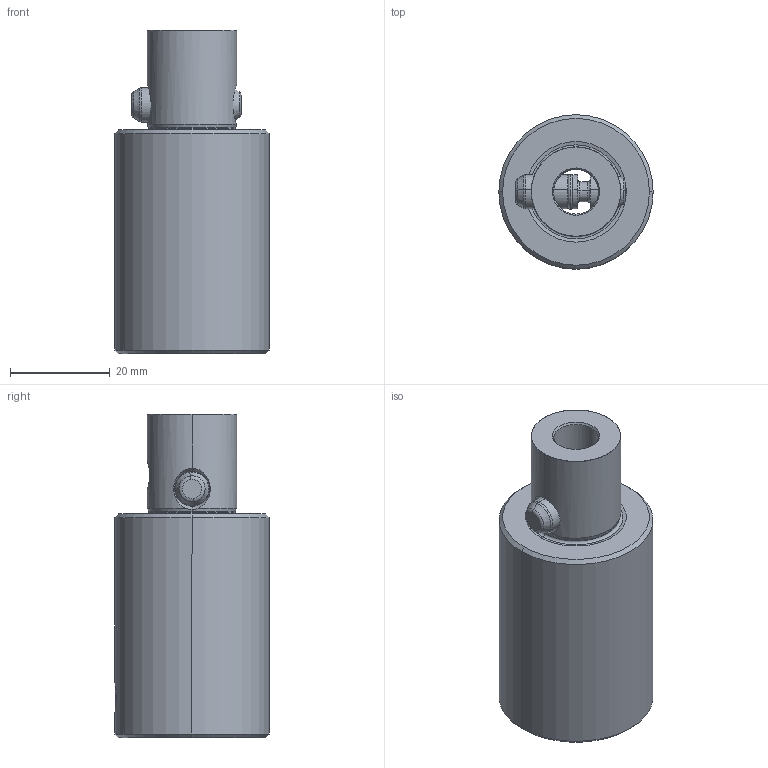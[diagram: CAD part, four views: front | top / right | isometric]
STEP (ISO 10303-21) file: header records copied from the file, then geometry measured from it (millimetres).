
FILE_DESCRIPTION(('no description'),'unknown implementation level');
FILE_NAME('647BD9DE-593D-42A2-A717-99F9B0B9F7D8_export.stp',' ',('CIMSOURCE GmbH'),('CADClick - KiM GmbH - www.kimweb.de'),'unknown preprocess','ACIS','unknown authorization');
FILE_SCHEMA(('automotive_design'));
Length unit declared in the file: millimetre
Products named in the file (4): 331.331 Kaiser CK3 X CK3 X 45|690.433 Kaiser ETL M6 X 8,5 CK3_Standard;NONE; 331.331 Kaiser CK3 X CK3 X 45|331.331 Kaiser CK3 X CK3 X 45_Standard;NONE; 331.331 Kaiser CK3 X CK3 X 45|691.503 Kaiser ETL �7 X 22K_Standard|691.523 Mitnehmerbolzen_Standard;NONE; 331.331 Kaiser CK3 X CK3 X 45|691.503 Kaiser ETL �7 X 22K_Standard|692.272 O-Ring_Standard;NONE
Bounding box: 31 x 31 x 65 mm (x, y, z)
Volume: 30269.4 mm3; surface area: 10275.4 mm2
Topology: 4 solids, 4 shells, 137 faces, 306 edges, 175 vertices
Faces by surface type: cone 46, cylinder 34, plane 33, torus 24
Entity records: 7883 total; most frequent: CARTESIAN_POINT 1207, DIRECTION 710, STYLED_ITEM 620, PRESENTATION_STYLE_ASSIGNMENT 620, COLOUR_RGB 620, ORIENTED_EDGE 608, EDGE_CURVE 304, CURVE_STYLE 304
